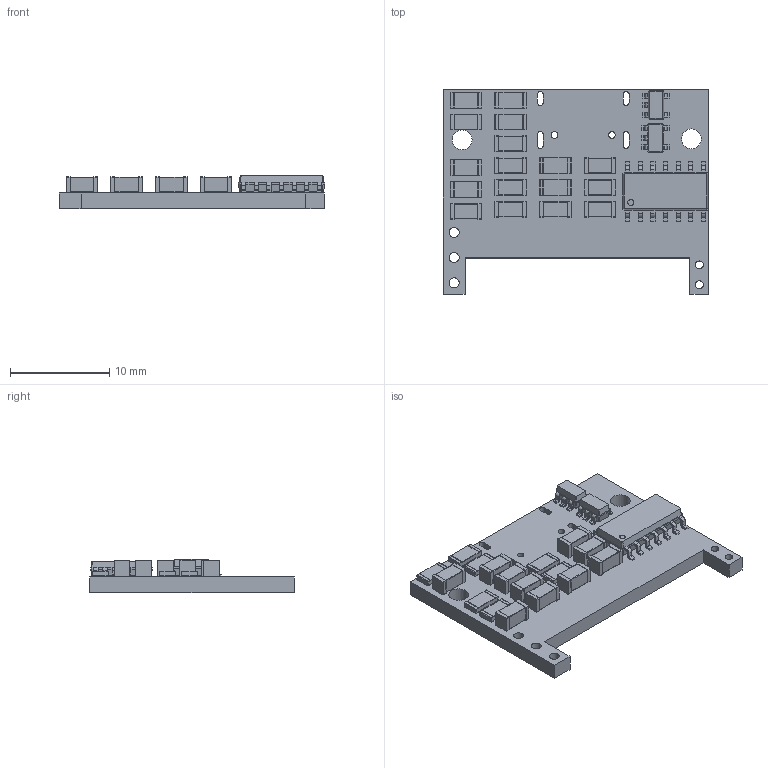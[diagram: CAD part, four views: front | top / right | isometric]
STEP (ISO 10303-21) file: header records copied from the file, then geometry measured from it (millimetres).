
FILE_DESCRIPTION(('KiCad electronic assembly'),'2;1');
FILE_NAME('CounterProject.step','2023-09-06T21:41:40',('Pcbnew'),( 'Kicad'),'Open CASCADE STEP processor 7.6','KiCad to STEP converter' ,'Unknown');
FILE_SCHEMA(('AUTOMOTIVE_DESIGN { 1 0 10303 214 1 1 1 1 }'));
Length unit declared in the file: millimetre
Products named in the file (11): CounterProject 1; C_1206_3216Metric; SOLID; SOT-23-5; R_1206_3216Metric; SOIC-14_3.9x8.7mm_P1.27mm; CounterProject PCB; CounterProject 2
Assembly tree (25 placements, depth 3):
  CounterProject 1
    C_1206_3216Metric  x10
      SOLID
    SOT-23-5  x2
      SOLID
    R_1206_3216Metric  x7
      SOLID
    SOIC-14_3.9x8.7mm_P1.27mm
      SOLID
    CounterProject PCB
  CounterProject 2
Bounding box: 26.75 x 20.6 x 3.4 mm (x, y, z)
Volume: 887.3 mm3; surface area: 1691.2 mm2
Topology: 21 solids, 21 shells, 961 faces, 2498 edges, 1600 vertices
Faces by surface type: bspline 926, plane 18, cylinder 17
Full cylindrical faces by diameter (mm): 0.66 x2, 0.8 x2, 1 x3, 2 x2
Entity records: 29294 total; most frequent: CARTESIAN_POINT 10470, B_SPLINE_CURVE_WITH_KNOTS 2810, ORIENTED_EDGE 2330, PCURVE 2330, DEFINITIONAL_REPRESENTATION 2330, EDGE_CURVE 1165, SURFACE_CURVE 1155, VERTEX_POINT 734
